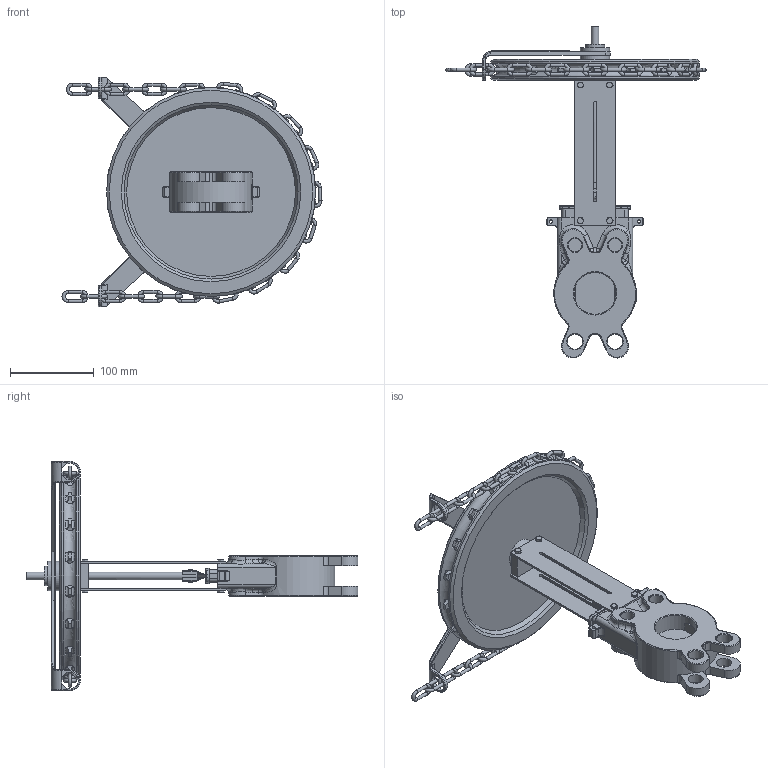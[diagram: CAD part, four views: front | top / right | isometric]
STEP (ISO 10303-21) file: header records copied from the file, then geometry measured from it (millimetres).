
FILE_DESCRIPTION(/* description */ (''),/* implementation_level */ '2;1');
FILE_NAME(/* name */ 'DN50_3D_STEP.stp',/* time_stamp */ '2024-12-01T00:57:34+03:00',/* author */ ('igorr'),/* organization */ (''),/* preprocessor_version */ 'ST-DEVELOPER v20',/* originating_system */ 'Autodesk Inventor 2025',/* authorisation */ '');
FILE_SCHEMA (('AUTOMOTIVE_DESIGN { 1 0 10303 214 3 1 1 }'));
Length unit declared in the file: millimetre
Products named in the file (4): Сборка; Деталь; Деталь2; AS 1110 - M4 x 8
Assembly tree (10 placements, depth 2):
  Сборка
    Деталь
    Деталь2
    AS 1110 - M4 x 8  x8
Bounding box: 311.2 x 397.27 x 274.97 mm (x, y, z)
Volume: 1309893.2 mm3; surface area: 329806.3 mm2
Topology: 25 solids, 25 shells, 1016 faces, 2658 edges, 1696 vertices
Faces by surface type: plane 374, cylinder 319, torus 186, cone 75, bspline 52, sphere 10
Full cylindrical faces by diameter (mm): 4 x62, 5 x14, 7 x8, 9 x2, 16 x4, 18 x5, 20 x2, 23 x1, 25 x2, 35 x2, 50 x2, 250 x2
Entity records: 33292 total; most frequent: CARTESIAN_POINT 10552, DIRECTION 4635, ORIENTED_EDGE 4602, EDGE_CURVE 2301, AXIS2_PLACEMENT_3D 1932, VERTEX_POINT 1486, CIRCLE 1073, EDGE_LOOP 963
